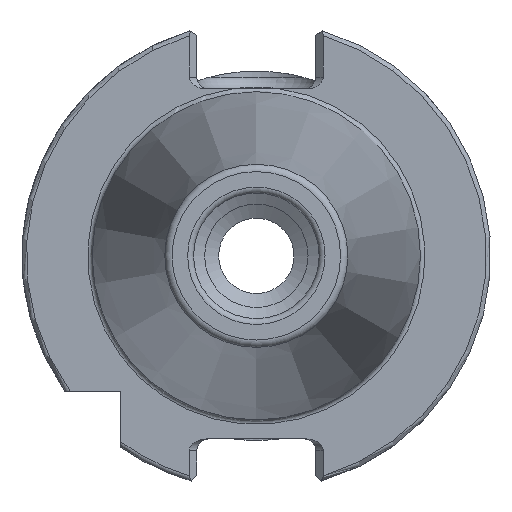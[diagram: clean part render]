
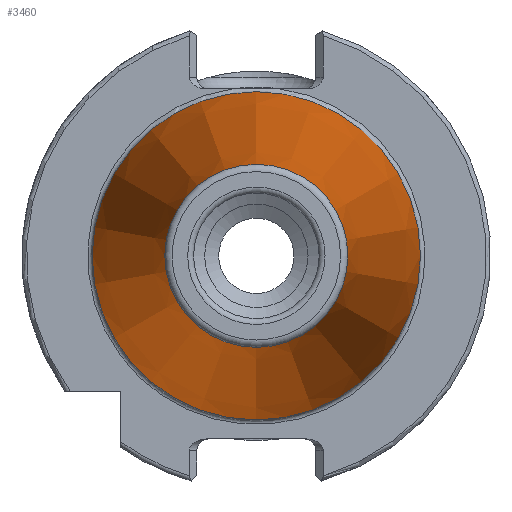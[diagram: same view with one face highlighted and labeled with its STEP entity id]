
A CAD part, left-side view. The second image highlights one B-rep face of the part: STEP entity #3460.
In plain terms, the highlighted conical face has half-angle 8.297 degrees and reference radius 22.225 mm.
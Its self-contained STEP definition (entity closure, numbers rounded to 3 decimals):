
#50 = CARTESIAN_POINT ( 'NONE',  ( -67.394, 0., 0. ) ) ;
#173 = DIRECTION ( 'NONE',  ( 0., 0., -1. ) ) ;
#362 = EDGE_LOOP ( 'NONE', ( #4402 ) ) ;
#799 = AXIS2_PLACEMENT_3D ( 'NONE', #979, #2754, #3500 ) ;
#952 = CARTESIAN_POINT ( 'NONE',  ( 0., 0., 0. ) ) ;
#979 = CARTESIAN_POINT ( 'NONE',  ( 0., 0., 0. ) ) ;
#1038 = CIRCLE ( 'NONE', #1607, 12.397 ) ;
#1228 = EDGE_CURVE ( 'NONE', #1968, #1968, #1038, .T. ) ;
#1607 = AXIS2_PLACEMENT_3D ( 'NONE', #50, #2936, #2238 ) ;
#1619 = VERTEX_POINT ( 'NONE', #2669 ) ;
#1677 = EDGE_CURVE ( 'NONE', #1619, #1619, #1942, .T. ) ;
#1719 = AXIS2_PLACEMENT_3D ( 'NONE', #952, #3843, #173 ) ;
#1942 = CIRCLE ( 'NONE', #799, 22.225 ) ;
#1968 = VERTEX_POINT ( 'NONE', #3778 ) ;
#2209 = CONICAL_SURFACE ( 'NONE', #1719, 22.225, 0.145 ) ;
#2238 = DIRECTION ( 'NONE',  ( 0., 0., 1. ) ) ;
#2669 = CARTESIAN_POINT ( 'NONE',  ( 0., 0., 22.225 ) ) ;
#2754 = DIRECTION ( 'NONE',  ( -1., 0., 0. ) ) ;
#2756 = FACE_OUTER_BOUND ( 'NONE', #3992, .T. ) ;
#2936 = DIRECTION ( 'NONE',  ( -1., 0., 0. ) ) ;
#3194 = ORIENTED_EDGE ( 'NONE', *, *, #1677, .T. ) ;
#3460 = ADVANCED_FACE ( 'NONE', ( #3555, #2756 ), #2209, .T. ) ;
#3500 = DIRECTION ( 'NONE',  ( 0., 0., 1. ) ) ;
#3555 = FACE_BOUND ( 'NONE', #362, .T. ) ;
#3778 = CARTESIAN_POINT ( 'NONE',  ( -67.394, 0., 12.397 ) ) ;
#3843 = DIRECTION ( 'NONE',  ( 1., 0., 0. ) ) ;
#3992 = EDGE_LOOP ( 'NONE', ( #3194 ) ) ;
#4402 = ORIENTED_EDGE ( 'NONE', *, *, #1228, .F. ) ;
